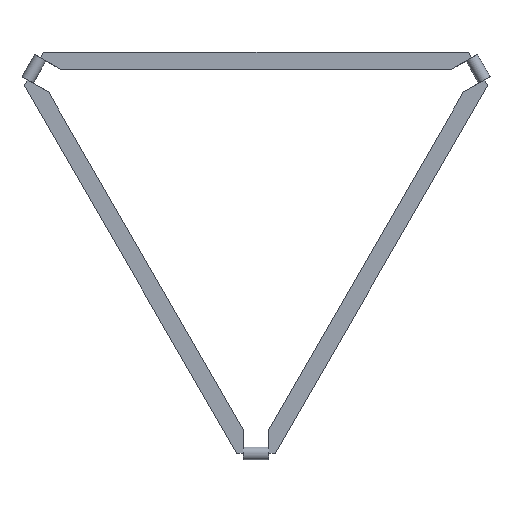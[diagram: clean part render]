
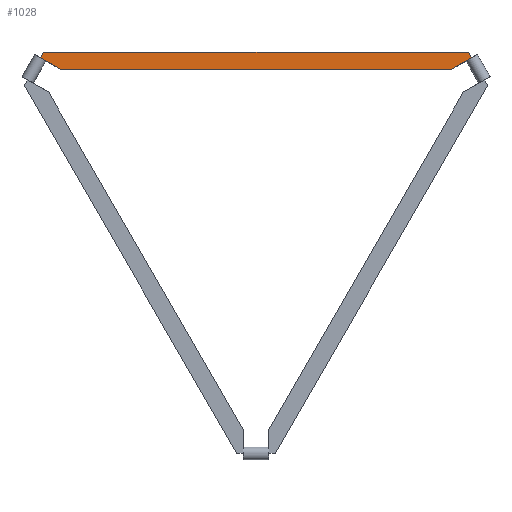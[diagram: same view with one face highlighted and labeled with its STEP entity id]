
A CAD part, front view. The second image highlights one B-rep face of the part: STEP entity #1028.
In plain terms, the highlighted planar face has unit normal (0, -1, 0).
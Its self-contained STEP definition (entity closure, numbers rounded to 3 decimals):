
#4 = ORIENTED_EDGE ( 'NONE', *, *, #90, .T. ) ;
#31 = VERTEX_POINT ( 'NONE', #584 ) ;
#39 = EDGE_LOOP ( 'NONE', ( #176, #931, #138, #495, #974, #574, #409, #4 ) ) ;
#60 = VECTOR ( 'NONE', #742, 1000. ) ;
#66 = VERTEX_POINT ( 'NONE', #992 ) ;
#85 = LINE ( 'NONE', #790, #961 ) ;
#87 = LINE ( 'NONE', #816, #189 ) ;
#90 = EDGE_CURVE ( 'NONE', #1055, #1143, #668, .T. ) ;
#135 = CARTESIAN_POINT ( 'NONE',  ( -328.91, -5., 212.99 ) ) ;
#136 = DIRECTION ( 'NONE',  ( 1., 0., 0. ) ) ;
#138 = ORIENTED_EDGE ( 'NONE', *, *, #648, .T. ) ;
#149 = DIRECTION ( 'NONE',  ( -0.5, 0., -0.866 ) ) ;
#160 = LINE ( 'NONE', #977, #651 ) ;
#176 = ORIENTED_EDGE ( 'NONE', *, *, #305, .T. ) ;
#189 = VECTOR ( 'NONE', #705, 1000. ) ;
#212 = VERTEX_POINT ( 'NONE', #135 ) ;
#221 = CARTESIAN_POINT ( 'NONE',  ( 0., -5., 198.52 ) ) ;
#246 = DIRECTION ( 'NONE',  ( 0.866, 0., -0.5 ) ) ;
#257 = CARTESIAN_POINT ( 'NONE',  ( 0., -5., 225.981 ) ) ;
#270 = EDGE_CURVE ( 'NONE', #902, #66, #160, .T. ) ;
#305 = EDGE_CURVE ( 'NONE', #1143, #507, #893, .T. ) ;
#308 = CARTESIAN_POINT ( 'NONE',  ( -331.41, -5., 225.981 ) ) ;
#328 = DIRECTION ( 'NONE',  ( 0., 1., 0. ) ) ;
#371 = AXIS2_PLACEMENT_3D ( 'NONE', #1185, #328, #997 ) ;
#409 = ORIENTED_EDGE ( 'NONE', *, *, #995, .T. ) ;
#495 = ORIENTED_EDGE ( 'NONE', *, *, #694, .T. ) ;
#507 = VERTEX_POINT ( 'NONE', #815 ) ;
#520 = CARTESIAN_POINT ( 'NONE',  ( -303.847, -5., 198.52 ) ) ;
#522 = VERTEX_POINT ( 'NONE', #758 ) ;
#574 = ORIENTED_EDGE ( 'NONE', *, *, #846, .T. ) ;
#584 = CARTESIAN_POINT ( 'NONE',  ( 336.41, -5., 217.321 ) ) ;
#601 = VECTOR ( 'NONE', #1011, 1000. ) ;
#648 = EDGE_CURVE ( 'NONE', #31, #522, #87, .T. ) ;
#651 = VECTOR ( 'NONE', #149, 1000. ) ;
#662 = DIRECTION ( 'NONE',  ( 0.866, 0., 0.5 ) ) ;
#668 = LINE ( 'NONE', #221, #894 ) ;
#694 = EDGE_CURVE ( 'NONE', #522, #902, #1097, .T. ) ;
#697 = VECTOR ( 'NONE', #662, 1000. ) ;
#705 = DIRECTION ( 'NONE',  ( -0.5, 0., 0.866 ) ) ;
#728 = LINE ( 'NONE', #834, #898 ) ;
#732 = CARTESIAN_POINT ( 'NONE',  ( -10., -5., 17.321 ) ) ;
#742 = DIRECTION ( 'NONE',  ( 0.866, 0., 0.5 ) ) ;
#758 = CARTESIAN_POINT ( 'NONE',  ( 331.41, -5., 225.981 ) ) ;
#785 = EDGE_CURVE ( 'NONE', #507, #31, #1119, .T. ) ;
#790 = CARTESIAN_POINT ( 'NONE',  ( 10., -5., 17.321 ) ) ;
#815 = CARTESIAN_POINT ( 'NONE',  ( 328.91, -5., 212.99 ) ) ;
#816 = CARTESIAN_POINT ( 'NONE',  ( 346.41, -5., 200. ) ) ;
#828 = CARTESIAN_POINT ( 'NONE',  ( 303.847, -5., 198.52 ) ) ;
#834 = CARTESIAN_POINT ( 'NONE',  ( 10., -5., 17.321 ) ) ;
#846 = EDGE_CURVE ( 'NONE', #66, #212, #728, .T. ) ;
#884 = PLANE ( 'NONE',  #371 ) ;
#893 = LINE ( 'NONE', #1048, #697 ) ;
#894 = VECTOR ( 'NONE', #136, 1000. ) ;
#898 = VECTOR ( 'NONE', #1112, 1000. ) ;
#902 = VERTEX_POINT ( 'NONE', #308 ) ;
#931 = ORIENTED_EDGE ( 'NONE', *, *, #785, .T. ) ;
#961 = VECTOR ( 'NONE', #246, 1000. ) ;
#974 = ORIENTED_EDGE ( 'NONE', *, *, #270, .T. ) ;
#977 = CARTESIAN_POINT ( 'NONE',  ( -346.41, -5., 200. ) ) ;
#983 = FACE_OUTER_BOUND ( 'NONE', #39, .T. ) ;
#992 = CARTESIAN_POINT ( 'NONE',  ( -336.41, -5., 217.321 ) ) ;
#995 = EDGE_CURVE ( 'NONE', #212, #1055, #85, .T. ) ;
#997 = DIRECTION ( 'NONE',  ( 0., 0., 1. ) ) ;
#1011 = DIRECTION ( 'NONE',  ( -1., 0., 0. ) ) ;
#1028 = ADVANCED_FACE ( 'NONE', ( #983 ), #884, .F. ) ;
#1048 = CARTESIAN_POINT ( 'NONE',  ( -10., -5., 17.321 ) ) ;
#1055 = VERTEX_POINT ( 'NONE', #520 ) ;
#1097 = LINE ( 'NONE', #257, #601 ) ;
#1112 = DIRECTION ( 'NONE',  ( 0.866, 0., -0.5 ) ) ;
#1119 = LINE ( 'NONE', #732, #60 ) ;
#1143 = VERTEX_POINT ( 'NONE', #828 ) ;
#1185 = CARTESIAN_POINT ( 'NONE',  ( 0., -5., 0. ) ) ;
